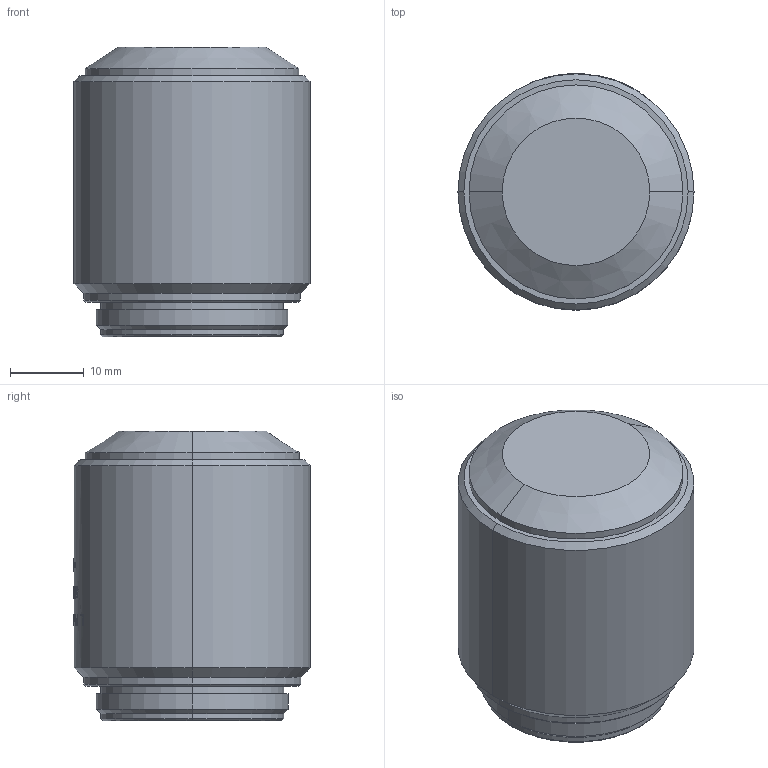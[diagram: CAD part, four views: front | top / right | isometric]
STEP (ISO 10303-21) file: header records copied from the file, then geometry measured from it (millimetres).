
FILE_DESCRIPTION (( 'STEP AP203' ), '1' );
FILE_NAME ('690118.STEP', '2025-07-14T09:17:30', ( '' ), ( '' ), 'SwSTEP 2.0', 'SolidWorks 2020', '' );
FILE_SCHEMA (( 'CONFIG_CONTROL_DESIGN' ));
Length unit declared in the file: millimetre
Products named in the file (1): 690118
Bounding box: 32 x 32.05 x 39.3 mm (x, y, z)
Volume: 28841 mm3; surface area: 5135 mm2
Topology: 1 solids, 1 shells, 345 faces, 875 edges, 578 vertices
Faces by surface type: plane 147, bspline 131, cylinder 55, cone 12
Entity records: 27240 total; most frequent: CARTESIAN_POINT 19876, ORIENTED_EDGE 1750, DIRECTION 1069, EDGE_CURVE 875, VERTEX_POINT 578, B_SPLINE_CURVE_WITH_KNOTS 426, AXIS2_PLACEMENT_3D 405, EDGE_LOOP 391
